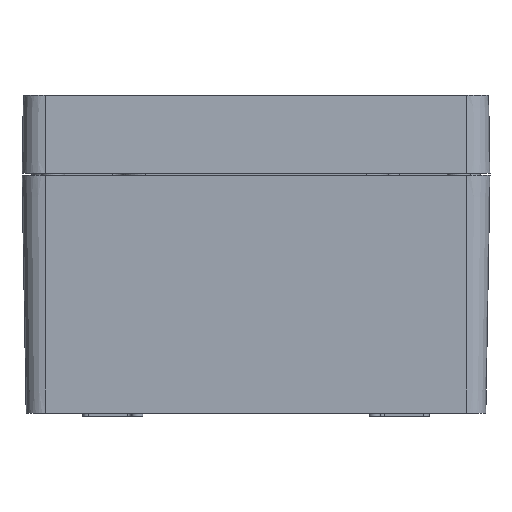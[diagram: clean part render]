
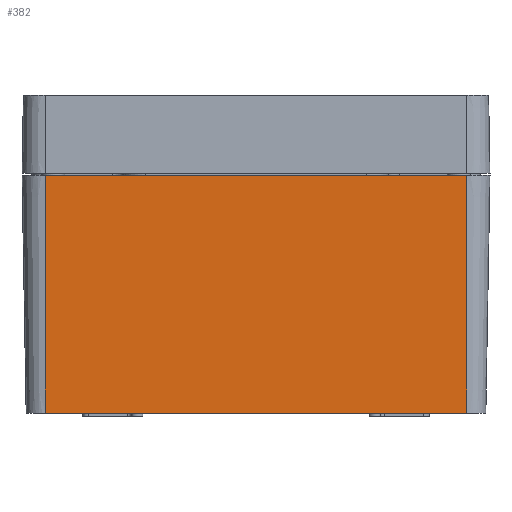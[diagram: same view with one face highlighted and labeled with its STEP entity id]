
A CAD part, left-side view. The second image highlights one B-rep face of the part: STEP entity #382.
In plain terms, the highlighted planar face has unit normal (-1, 0, -0.018).
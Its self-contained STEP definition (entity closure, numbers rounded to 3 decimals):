
#382 = ADVANCED_FACE( '', ( #976 ), #977, .T. );
#976 = FACE_OUTER_BOUND( '', #1861, .T. );
#977 = PLANE( '', #1862 );
#1861 = EDGE_LOOP( '', ( #3383, #3384, #3385, #3386 ) );
#1862 = AXIS2_PLACEMENT_3D( '', #3387, #3388, #3389 );
#3383 = ORIENTED_EDGE( '', *, *, #5342, .F. );
#3384 = ORIENTED_EDGE( '', *, *, #5350, .F. );
#3385 = ORIENTED_EDGE( '', *, *, #5334, .T. );
#3386 = ORIENTED_EDGE( '', *, *, #5351, .T. );
#3387 = CARTESIAN_POINT( '', ( -61., 114., 0. ) );
#3388 = DIRECTION( '', ( -1., 0., -0.017 ) );
#3389 = DIRECTION( '', ( -0.017, 0., 1. ) );
#5334 = EDGE_CURVE( '', #6366, #6367, #6368, .T. );
#5342 = EDGE_CURVE( '', #6382, #6383, #6384, .T. );
#5350 = EDGE_CURVE( '', #6366, #6382, #6398, .T. );
#5351 = EDGE_CURVE( '', #6367, #6383, #6399, .T. );
#6366 = VERTEX_POINT( '', #7872 );
#6367 = VERTEX_POINT( '', #7873 );
#6368 = LINE( '', #7874, #7875 );
#6382 = VERTEX_POINT( '', #7892 );
#6383 = VERTEX_POINT( '', #7893 );
#6384 = LINE( '', #7894, #7895 );
#6398 = LINE( '', #7912, #7913 );
#6399 = LINE( '', #7914, #7915 );
#7872 = CARTESIAN_POINT( '', ( -59.935, 114., -61. ) );
#7873 = CARTESIAN_POINT( '', ( -59.935, 6., -61. ) );
#7874 = CARTESIAN_POINT( '', ( -59.935, 6., -61. ) );
#7875 = VECTOR( '', #9607, 1000. );
#7892 = CARTESIAN_POINT( '', ( -61., 114., 0. ) );
#7893 = CARTESIAN_POINT( '', ( -61., 6., 0. ) );
#7894 = CARTESIAN_POINT( '', ( -61., 114., 0. ) );
#7895 = VECTOR( '', #9623, 1000. );
#7912 = CARTESIAN_POINT( '', ( -61., 114., 0. ) );
#7913 = VECTOR( '', #9639, 1000. );
#7914 = CARTESIAN_POINT( '', ( -61., 6., 0. ) );
#7915 = VECTOR( '', #9640, 1000. );
#9607 = DIRECTION( '', ( 0., -1., 0. ) );
#9623 = DIRECTION( '', ( 0., -1., 0. ) );
#9639 = DIRECTION( '', ( -0.017, 0., 1. ) );
#9640 = DIRECTION( '', ( -0.017, 0., 1. ) );
